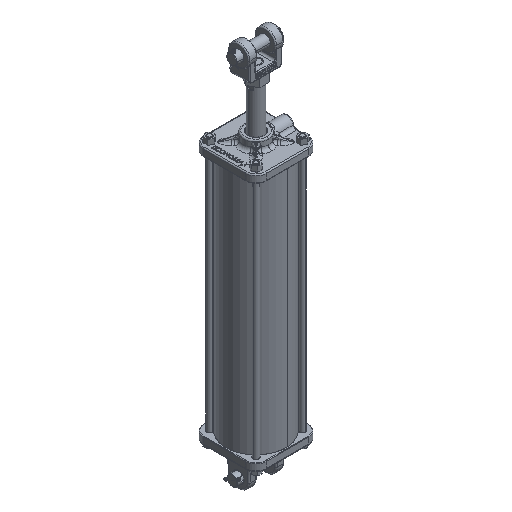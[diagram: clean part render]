
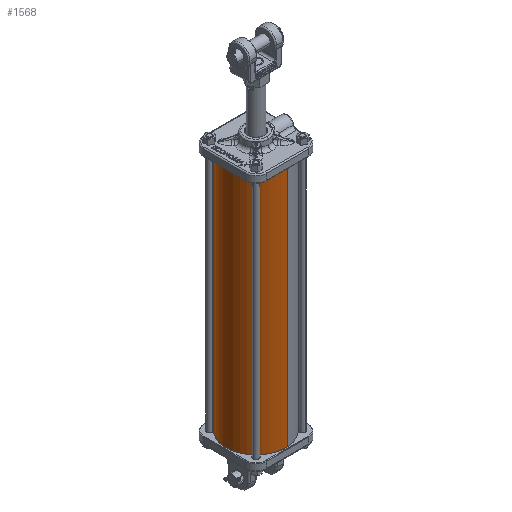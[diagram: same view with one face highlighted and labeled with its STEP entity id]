
A CAD part, isometric view. The second image highlights one B-rep face of the part: STEP entity #1568.
In plain terms, the highlighted cylindrical face has radius 53.975 mm (diameter 107.95 mm), a partial arc.
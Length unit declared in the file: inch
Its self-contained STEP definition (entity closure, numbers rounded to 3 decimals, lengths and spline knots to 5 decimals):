
#1568 = ADVANCED_FACE ( 'NONE', ( #40303 ), #21137, .T. ) ;
#4416 = ORIENTED_EDGE ( 'NONE', *, *, #59732, .T. ) ;
#4810 = AXIS2_PLACEMENT_3D ( 'NONE', #19778, #62614, #43099 ) ;
#6112 = DIRECTION ( 'NONE',  ( 1., 0., 0. ) ) ;
#6444 = CARTESIAN_POINT ( 'NONE',  ( 0., 0., -23.76041 ) ) ;
#6602 = DIRECTION ( 'NONE',  ( 0., 0., 1. ) ) ;
#8534 = VERTEX_POINT ( 'NONE', #34766 ) ;
#8933 = EDGE_CURVE ( 'NONE', #8534, #24780, #39187, .T. ) ;
#10611 = DIRECTION ( 'NONE',  ( 0., 0., 1. ) ) ;
#19778 = CARTESIAN_POINT ( 'NONE',  ( 0., 0., -17.625 ) ) ;
#20417 = ORIENTED_EDGE ( 'NONE', *, *, #8933, .F. ) ;
#20689 = VERTEX_POINT ( 'NONE', #36985 ) ;
#21137 = CYLINDRICAL_SURFACE ( 'NONE', #46578, 2.125 ) ;
#21929 = DIRECTION ( 'NONE',  ( 1., 0., 0. ) ) ;
#21978 = EDGE_CURVE ( 'NONE', #20689, #62763, #42961, .T. ) ;
#24780 = VERTEX_POINT ( 'NONE', #53172 ) ;
#26719 = CIRCLE ( 'NONE', #54242, 2.125 ) ;
#33771 = ORIENTED_EDGE ( 'NONE', *, *, #21978, .T. ) ;
#34766 = CARTESIAN_POINT ( 'NONE',  ( 2.125, 0., -17.625 ) ) ;
#35648 = CARTESIAN_POINT ( 'NONE',  ( 2.125, 0., -23.76041 ) ) ;
#36985 = CARTESIAN_POINT ( 'NONE',  ( -2.125, 0., -17.625 ) ) ;
#38187 = DIRECTION ( 'NONE',  ( 0., 0., 1. ) ) ;
#39187 = LINE ( 'NONE', #35648, #53435 ) ;
#39306 = ORIENTED_EDGE ( 'NONE', *, *, #45702, .F. ) ;
#39478 = CIRCLE ( 'NONE', #4810, 2.125 ) ;
#40303 = FACE_OUTER_BOUND ( 'NONE', #55220, .T. ) ;
#42961 = LINE ( 'NONE', #52869, #47229 ) ;
#43099 = DIRECTION ( 'NONE',  ( 0., 1., 0. ) ) ;
#45702 = EDGE_CURVE ( 'NONE', #24780, #62763, #26719, .T. ) ;
#46578 = AXIS2_PLACEMENT_3D ( 'NONE', #6444, #10611, #6112 ) ;
#46828 = CARTESIAN_POINT ( 'NONE',  ( 0., 0., 0. ) ) ;
#47229 = VECTOR ( 'NONE', #38187, 39.37008 ) ;
#49049 = CARTESIAN_POINT ( 'NONE',  ( -2.125, 0., 0. ) ) ;
#52869 = CARTESIAN_POINT ( 'NONE',  ( -2.125, 0., -23.76041 ) ) ;
#53172 = CARTESIAN_POINT ( 'NONE',  ( 2.125, 0., 0. ) ) ;
#53435 = VECTOR ( 'NONE', #58682, 39.37008 ) ;
#54242 = AXIS2_PLACEMENT_3D ( 'NONE', #46828, #6602, #21929 ) ;
#55220 = EDGE_LOOP ( 'NONE', ( #4416, #33771, #39306, #20417 ) ) ;
#58682 = DIRECTION ( 'NONE',  ( 0., 0., 1. ) ) ;
#59732 = EDGE_CURVE ( 'NONE', #8534, #20689, #39478, .T. ) ;
#62614 = DIRECTION ( 'NONE',  ( 0., 0., 1. ) ) ;
#62763 = VERTEX_POINT ( 'NONE', #49049 ) ;
